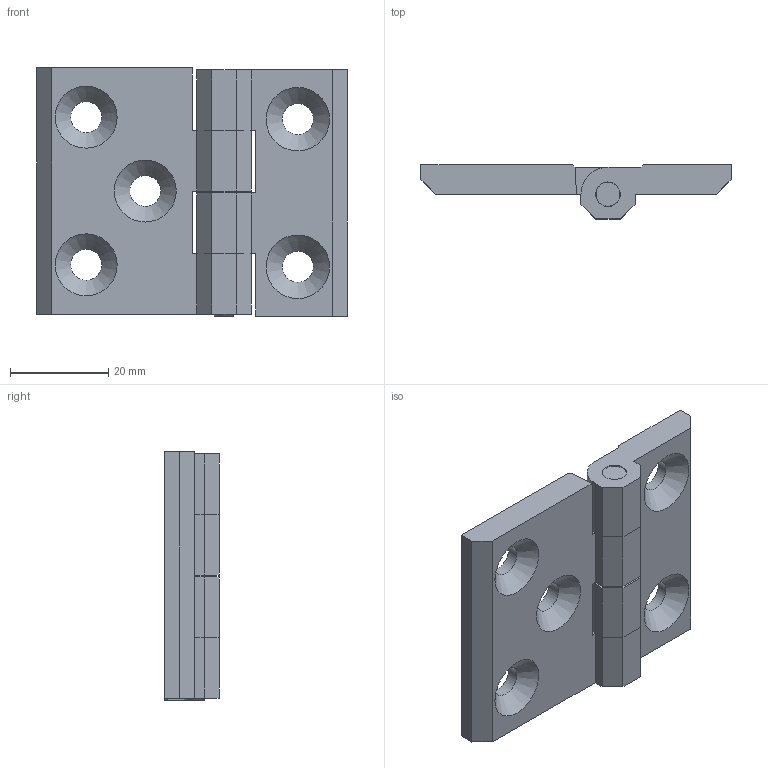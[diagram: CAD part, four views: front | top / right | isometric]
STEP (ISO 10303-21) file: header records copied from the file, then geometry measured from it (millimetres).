
FILE_DESCRIPTION(('STEP AP203'),'1');
FILE_NAME('099.1.2.5.step','2015-04-27T06:09:40',(' '),(' '),'Spatial InterOp 3D',' ',' ');
FILE_SCHEMA(('CONFIG_CONTROL_DESIGN'));
Length unit declared in the file: millimetre
Products named in the file (3): 1; 2; 3
Bounding box: 63 x 11 x 50.4 mm (x, y, z)
Volume: 16184.7 mm3; surface area: 11650.8 mm2
Topology: 3 solids, 3 shells, 259 faces, 698 edges, 457 vertices
Faces by surface type: plane 178, cylinder 70, cone 7, extrusion 4
Full cylindrical faces by diameter (mm): 5 x4, 6 x1, 6.3 x5, 9.8 x2, 10 x2
Entity records: 8460 total; most frequent: CARTESIAN_POINT 1722, DIRECTION 1394, ORIENTED_EDGE 1344, EDGE_CURVE 672, AXIS2_PLACEMENT_3D 468, VECTOR 458, LINE 454, VERTEX_POINT 452
